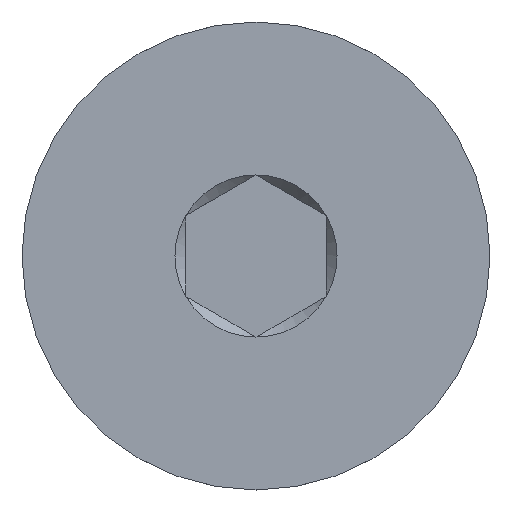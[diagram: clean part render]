
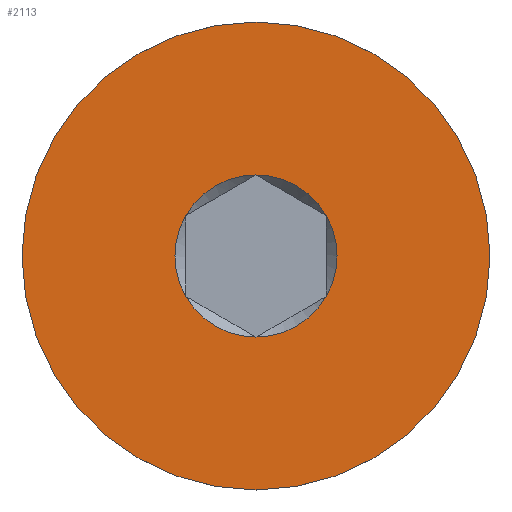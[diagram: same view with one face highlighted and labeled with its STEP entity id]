
A CAD part, top view. The second image highlights one B-rep face of the part: STEP entity #2113.
In plain terms, the highlighted planar face has unit normal (0, 0, 1).
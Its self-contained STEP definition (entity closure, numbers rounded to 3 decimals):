
#17=FACE_BOUND('',#354,.T.);
#18=PLANE('',#2262);
#237=FACE_OUTER_BOUND('',#353,.T.);
#353=EDGE_LOOP('',(#1662,#1663));
#354=EDGE_LOOP('',(#1664,#1665,#1666,#1667,#1668,#1669));
#378=CIRCLE('',#2253,1.732);
#379=CIRCLE('',#2255,5.);
#380=CIRCLE('',#2256,5.);
#385=CIRCLE('',#2263,1.732);
#386=CIRCLE('',#2264,1.732);
#387=CIRCLE('',#2265,1.732);
#388=CIRCLE('',#2266,1.732);
#389=CIRCLE('',#2267,1.732);
#905=VERTEX_POINT('',#14053);
#906=VERTEX_POINT('',#14054);
#907=VERTEX_POINT('',#14060);
#908=VERTEX_POINT('',#14061);
#914=VERTEX_POINT('',#14118);
#915=VERTEX_POINT('',#14120);
#916=VERTEX_POINT('',#14122);
#917=VERTEX_POINT('',#14124);
#1219=EDGE_CURVE('',#905,#906,#378,.T.);
#1220=EDGE_CURVE('',#907,#908,#379,.T.);
#1221=EDGE_CURVE('',#908,#907,#380,.T.);
#1230=EDGE_CURVE('',#906,#914,#385,.T.);
#1231=EDGE_CURVE('',#914,#915,#386,.T.);
#1232=EDGE_CURVE('',#915,#916,#387,.T.);
#1233=EDGE_CURVE('',#916,#917,#388,.T.);
#1234=EDGE_CURVE('',#917,#905,#389,.T.);
#1662=ORIENTED_EDGE('',*,*,#1220,.T.);
#1663=ORIENTED_EDGE('',*,*,#1221,.T.);
#1664=ORIENTED_EDGE('',*,*,#1230,.T.);
#1665=ORIENTED_EDGE('',*,*,#1231,.T.);
#1666=ORIENTED_EDGE('',*,*,#1232,.T.);
#1667=ORIENTED_EDGE('',*,*,#1233,.T.);
#1668=ORIENTED_EDGE('',*,*,#1234,.T.);
#1669=ORIENTED_EDGE('',*,*,#1219,.T.);
#2113=ADVANCED_FACE('',(#237,#17),#18,.F.);
#2253=AXIS2_PLACEMENT_3D('',#14058,#2584,#2585);
#2255=AXIS2_PLACEMENT_3D('',#14062,#2588,#2589);
#2256=AXIS2_PLACEMENT_3D('',#14063,#2590,#2591);
#2262=AXIS2_PLACEMENT_3D('',#14117,#2604,#2605);
#2263=AXIS2_PLACEMENT_3D('',#14119,#2606,#2607);
#2264=AXIS2_PLACEMENT_3D('',#14121,#2608,#2609);
#2265=AXIS2_PLACEMENT_3D('',#14123,#2610,#2611);
#2266=AXIS2_PLACEMENT_3D('',#14125,#2612,#2613);
#2267=AXIS2_PLACEMENT_3D('',#14126,#2614,#2615);
#2584=DIRECTION('center_axis',(0.,0.,-1.));
#2585=DIRECTION('ref_axis',(-1.,0.,0.));
#2588=DIRECTION('center_axis',(0.,0.,1.));
#2589=DIRECTION('ref_axis',(0.,-1.,0.));
#2590=DIRECTION('center_axis',(0.,0.,1.));
#2591=DIRECTION('ref_axis',(0.,-1.,0.));
#2604=DIRECTION('center_axis',(0.,0.,-1.));
#2605=DIRECTION('ref_axis',(0.,1.,0.));
#2606=DIRECTION('center_axis',(0.,0.,-1.));
#2607=DIRECTION('ref_axis',(-1.,0.,0.));
#2608=DIRECTION('center_axis',(0.,0.,-1.));
#2609=DIRECTION('ref_axis',(-1.,0.,0.));
#2610=DIRECTION('center_axis',(0.,0.,-1.));
#2611=DIRECTION('ref_axis',(-1.,0.,0.));
#2612=DIRECTION('center_axis',(0.,0.,-1.));
#2613=DIRECTION('ref_axis',(-1.,0.,0.));
#2614=DIRECTION('center_axis',(0.,0.,-1.));
#2615=DIRECTION('ref_axis',(-1.,0.,0.));
#14053=CARTESIAN_POINT('',(-1.5,-0.866,20.));
#14054=CARTESIAN_POINT('',(-1.5,0.866,20.));
#14058=CARTESIAN_POINT('Origin',(0.,0.,20.));
#14060=CARTESIAN_POINT('',(0.,-5.,20.));
#14061=CARTESIAN_POINT('',(0.,5.,20.));
#14062=CARTESIAN_POINT('Origin',(0.,0.,20.));
#14063=CARTESIAN_POINT('Origin',(0.,0.,20.));
#14117=CARTESIAN_POINT('Origin',(0.,0.,
20.));
#14118=CARTESIAN_POINT('',(0.,1.732,20.));
#14119=CARTESIAN_POINT('Origin',(0.,0.,20.));
#14120=CARTESIAN_POINT('',(1.5,0.866,20.));
#14121=CARTESIAN_POINT('Origin',(0.,0.,20.));
#14122=CARTESIAN_POINT('',(1.5,-0.866,20.));
#14123=CARTESIAN_POINT('Origin',(0.,0.,20.));
#14124=CARTESIAN_POINT('',(0.,-1.732,20.));
#14125=CARTESIAN_POINT('Origin',(0.,0.,20.));
#14126=CARTESIAN_POINT('Origin',(0.,0.,20.));
